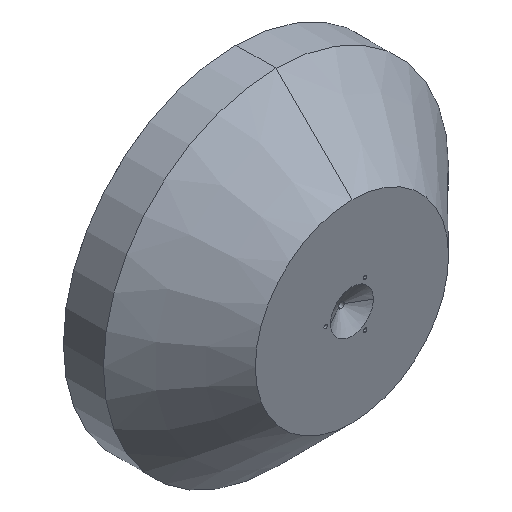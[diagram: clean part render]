
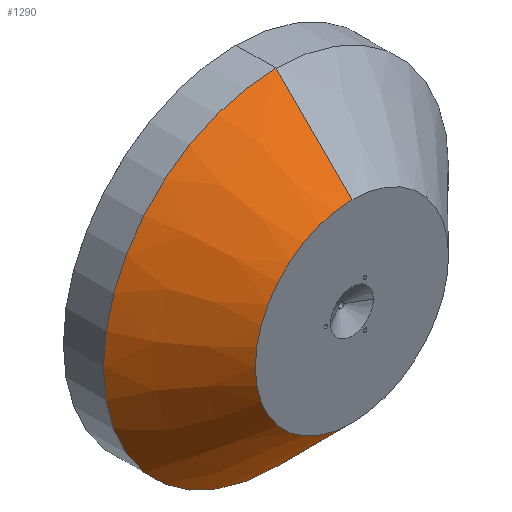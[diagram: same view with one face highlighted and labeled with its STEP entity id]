
A CAD part, isometric view. The second image highlights one B-rep face of the part: STEP entity #1290.
In plain terms, the highlighted conical face has half-angle 45 degrees and reference radius 70 mm.
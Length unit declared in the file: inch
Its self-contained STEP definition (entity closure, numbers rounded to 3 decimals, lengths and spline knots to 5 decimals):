
#27 = CIRCLE ( 'NONE', #1032, 4.92126 ) ;
#92 = VERTEX_POINT ( 'NONE', #1248 ) ;
#180 = DIRECTION ( 'NONE',  ( 0., 1., 0. ) ) ;
#185 = LINE ( 'NONE', #1562, #1616 ) ;
#295 = AXIS2_PLACEMENT_3D ( 'NONE', #1581, #1043, #1024 ) ;
#301 = EDGE_LOOP ( 'NONE', ( #523, #1798, #1465, #1358 ) ) ;
#302 = CARTESIAN_POINT ( 'NONE',  ( 0., -3.16959, -2.75591 ) ) ;
#414 = CARTESIAN_POINT ( 'NONE',  ( 0., -1.00423, 4.92126 ) ) ;
#523 = ORIENTED_EDGE ( 'NONE', *, *, #1697, .F. ) ;
#556 = CARTESIAN_POINT ( 'NONE',  ( 0., -1.00423, 0. ) ) ;
#565 = DIRECTION ( 'NONE',  ( 0., 1., 0. ) ) ;
#578 = DIRECTION ( 'NONE',  ( 0., 0., 1. ) ) ;
#690 = DIRECTION ( 'NONE',  ( 0., 0.707, 0.707 ) ) ;
#712 = CIRCLE ( 'NONE', #1724, 2.75591 ) ;
#747 = EDGE_CURVE ( 'NONE', #1617, #1301, #712, .T. ) ;
#779 = CARTESIAN_POINT ( 'NONE',  ( 0., -3.16959, 2.75591 ) ) ;
#803 = EDGE_CURVE ( 'NONE', #92, #882, #27, .T. ) ;
#882 = VERTEX_POINT ( 'NONE', #414 ) ;
#901 = FACE_OUTER_BOUND ( 'NONE', #301, .T. ) ;
#973 = DIRECTION ( 'NONE',  ( 0., 0., 1. ) ) ;
#1024 = DIRECTION ( 'NONE',  ( 0., 0., 1. ) ) ;
#1032 = AXIS2_PLACEMENT_3D ( 'NONE', #556, #180, #578 ) ;
#1043 = DIRECTION ( 'NONE',  ( 0., 1., 0. ) ) ;
#1062 = CARTESIAN_POINT ( 'NONE',  ( 0., -3.16959, 2.75591 ) ) ;
#1159 = EDGE_CURVE ( 'NONE', #1301, #882, #1792, .T. ) ;
#1176 = VECTOR ( 'NONE', #690, 39.37008 ) ;
#1236 = CONICAL_SURFACE ( 'NONE', #295, 2.75591, 0.785 ) ;
#1248 = CARTESIAN_POINT ( 'NONE',  ( 0., -1.00423, -4.92126 ) ) ;
#1290 = ADVANCED_FACE ( 'NONE', ( #901 ), #1236, .T. ) ;
#1301 = VERTEX_POINT ( 'NONE', #779 ) ;
#1358 = ORIENTED_EDGE ( 'NONE', *, *, #803, .F. ) ;
#1416 = CARTESIAN_POINT ( 'NONE',  ( 0., -3.16959, 0. ) ) ;
#1465 = ORIENTED_EDGE ( 'NONE', *, *, #1159, .T. ) ;
#1562 = CARTESIAN_POINT ( 'NONE',  ( 0., -3.16959, -2.75591 ) ) ;
#1581 = CARTESIAN_POINT ( 'NONE',  ( 0., -3.16959, 0. ) ) ;
#1616 = VECTOR ( 'NONE', #1741, 39.37008 ) ;
#1617 = VERTEX_POINT ( 'NONE', #302 ) ;
#1697 = EDGE_CURVE ( 'NONE', #1617, #92, #185, .T. ) ;
#1724 = AXIS2_PLACEMENT_3D ( 'NONE', #1416, #565, #973 ) ;
#1741 = DIRECTION ( 'NONE',  ( 0., 0.707, -0.707 ) ) ;
#1792 = LINE ( 'NONE', #1062, #1176 ) ;
#1798 = ORIENTED_EDGE ( 'NONE', *, *, #747, .T. ) ;
